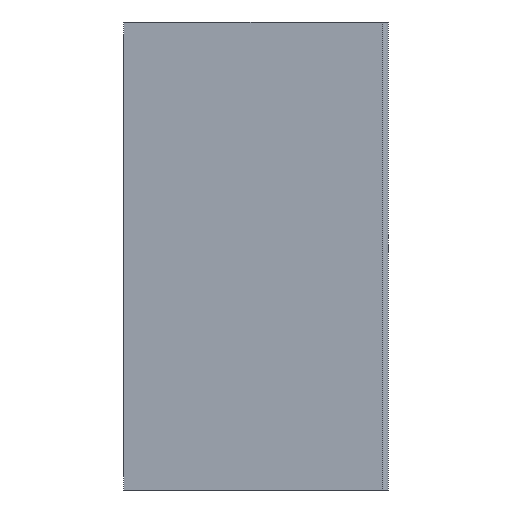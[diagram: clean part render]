
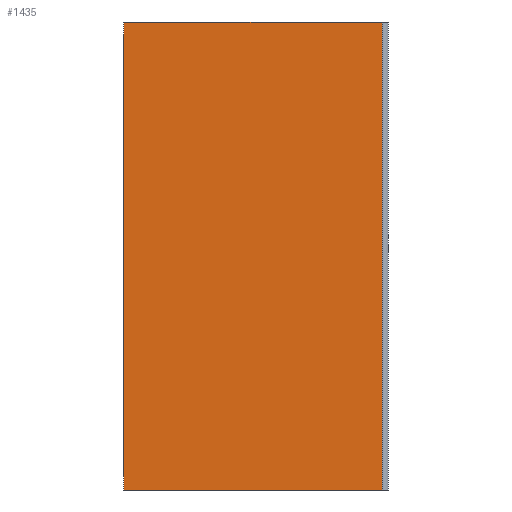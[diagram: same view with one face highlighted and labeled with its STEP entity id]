
A CAD part, left-side view. The second image highlights one B-rep face of the part: STEP entity #1435.
In plain terms, the highlighted planar face has unit normal (-1, 0, 0).
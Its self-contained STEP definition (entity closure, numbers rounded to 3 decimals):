
#74 = ORIENTED_EDGE ( 'NONE', *, *, #126, .F. ) ;
#126 = EDGE_CURVE ( 'NONE', #1362, #169, #529, .T. ) ;
#146 = CARTESIAN_POINT ( 'NONE',  ( -3.05, 3., 2.65 ) ) ;
#169 = VERTEX_POINT ( 'NONE', #1724 ) ;
#176 = LINE ( 'NONE', #146, #633 ) ;
#320 = PLANE ( 'NONE',  #1350 ) ;
#332 = DIRECTION ( 'NONE',  ( 0., 0., -1. ) ) ;
#439 = DIRECTION ( 'NONE',  ( 0., -1., 0. ) ) ;
#444 = VERTEX_POINT ( 'NONE', #1763 ) ;
#445 = DIRECTION ( 'NONE',  ( 0., -1., 0. ) ) ;
#469 = ORIENTED_EDGE ( 'NONE', *, *, #1775, .T. ) ;
#479 = CARTESIAN_POINT ( 'NONE',  ( -3.05, 3., -2.65 ) ) ;
#529 = LINE ( 'NONE', #747, #1748 ) ;
#542 = VECTOR ( 'NONE', #439, 1000. ) ;
#575 = CARTESIAN_POINT ( 'NONE',  ( -3.05, 0.068, -2.65 ) ) ;
#633 = VECTOR ( 'NONE', #853, 1000. ) ;
#729 = EDGE_CURVE ( 'NONE', #444, #1362, #1182, .T. ) ;
#736 = DIRECTION ( 'NONE',  ( 0., 0., -1. ) ) ;
#747 = CARTESIAN_POINT ( 'NONE',  ( -3.05, 0.068, 2.65 ) ) ;
#797 = ORIENTED_EDGE ( 'NONE', *, *, #729, .F. ) ;
#853 = DIRECTION ( 'NONE',  ( 0., 0., -1. ) ) ;
#854 = FACE_OUTER_BOUND ( 'NONE', #1563, .T. ) ;
#1174 = DIRECTION ( 'NONE',  ( 1., 0., 0. ) ) ;
#1177 = CARTESIAN_POINT ( 'NONE',  ( -3.05, 0.068, 2.65 ) ) ;
#1182 = LINE ( 'NONE', #1280, #1504 ) ;
#1209 = EDGE_CURVE ( 'NONE', #444, #1381, #176, .T. ) ;
#1280 = CARTESIAN_POINT ( 'NONE',  ( -3.05, 0.068, 2.65 ) ) ;
#1350 = AXIS2_PLACEMENT_3D ( 'NONE', #1177, #1174, #332 ) ;
#1362 = VERTEX_POINT ( 'NONE', #1431 ) ;
#1381 = VERTEX_POINT ( 'NONE', #479 ) ;
#1431 = CARTESIAN_POINT ( 'NONE',  ( -3.05, 0.068, 2.65 ) ) ;
#1435 = ADVANCED_FACE ( 'NONE', ( #854 ), #320, .F. ) ;
#1458 = LINE ( 'NONE', #575, #542 ) ;
#1504 = VECTOR ( 'NONE', #445, 1000. ) ;
#1563 = EDGE_LOOP ( 'NONE', ( #1761, #469, #74, #797 ) ) ;
#1724 = CARTESIAN_POINT ( 'NONE',  ( -3.05, 0.068, -2.65 ) ) ;
#1748 = VECTOR ( 'NONE', #736, 1000. ) ;
#1761 = ORIENTED_EDGE ( 'NONE', *, *, #1209, .T. ) ;
#1763 = CARTESIAN_POINT ( 'NONE',  ( -3.05, 3., 2.65 ) ) ;
#1775 = EDGE_CURVE ( 'NONE', #1381, #169, #1458, .T. ) ;
